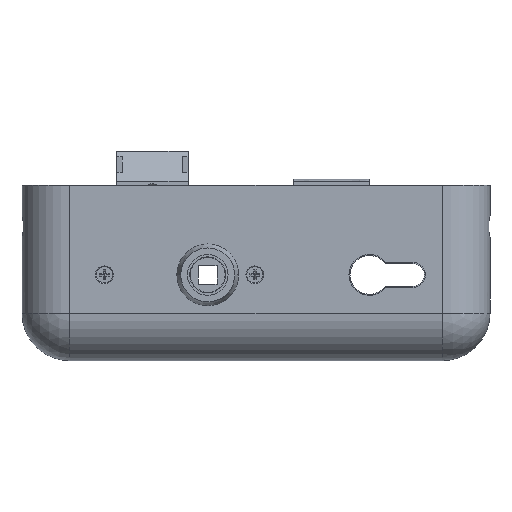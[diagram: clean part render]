
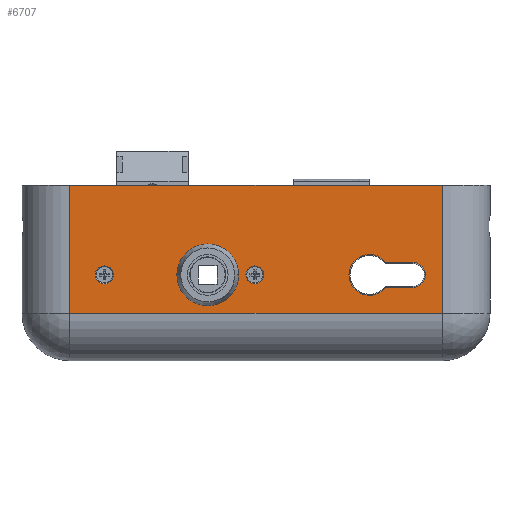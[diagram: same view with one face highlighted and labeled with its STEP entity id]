
A CAD part, left-side view. The second image highlights one B-rep face of the part: STEP entity #6707.
In plain terms, the highlighted planar face has unit normal (-1, 0, 0).
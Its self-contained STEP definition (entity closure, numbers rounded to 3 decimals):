
#257 = CARTESIAN_POINT ( 'NONE',  ( -21.2, -50.5, -0.9 ) ) ;
#281 = VERTEX_POINT ( 'NONE', #4224 ) ;
#299 = DIRECTION ( 'NONE',  ( 1., 0., 0. ) ) ;
#536 = AXIS2_PLACEMENT_3D ( 'NONE', #2457, #21044, #20899 ) ;
#589 = DIRECTION ( 'NONE',  ( 1., 0., 0. ) ) ;
#638 = VERTEX_POINT ( 'NONE', #5104 ) ;
#646 = EDGE_CURVE ( 'NONE', #1987, #6409, #9349, .T. ) ;
#835 = CARTESIAN_POINT ( 'NONE',  ( -21.2, -83., -17.9 ) ) ;
#948 = VERTEX_POINT ( 'NONE', #5693 ) ;
#1022 = EDGE_CURVE ( 'NONE', #281, #4349, #4087, .T. ) ;
#1085 = EDGE_LOOP ( 'NONE', ( #15524, #5035, #4130, #18923 ) ) ;
#1397 = VERTEX_POINT ( 'NONE', #8932 ) ;
#1712 = CARTESIAN_POINT ( 'NONE',  ( -21.2, -50.5, -0.9 ) ) ;
#1987 = VERTEX_POINT ( 'NONE', #14892 ) ;
#2162 = VECTOR ( 'NONE', #10643, 1000. ) ;
#2400 = VECTOR ( 'NONE', #18730, 1000. ) ;
#2457 = CARTESIAN_POINT ( 'NONE',  ( -21.2, 67.5, -0.9 ) ) ;
#2609 = FACE_BOUND ( 'NONE', #8532, .T. ) ;
#2616 = CARTESIAN_POINT ( 'NONE',  ( -21.2, 21.5, 9.1 ) ) ;
#2960 = EDGE_CURVE ( 'NONE', #8002, #7752, #14763, .T. ) ;
#3101 = EDGE_CURVE ( 'NONE', #18207, #948, #8212, .T. ) ;
#3356 = LINE ( 'NONE', #17856, #16216 ) ;
#3703 = VERTEX_POINT ( 'NONE', #18802 ) ;
#3748 = DIRECTION ( 'NONE',  ( 1., 0., 0. ) ) ;
#3888 = PLANE ( 'NONE',  #15346 ) ;
#4044 = DIRECTION ( 'NONE',  ( -1., 0., 0. ) ) ;
#4087 = CIRCLE ( 'NONE', #21625, 10. ) ;
#4130 = ORIENTED_EDGE ( 'NONE', *, *, #7533, .F. ) ;
#4224 = CARTESIAN_POINT ( 'NONE',  ( -21.2, 21.5, -10.9 ) ) ;
#4302 = VERTEX_POINT ( 'NONE', #19325 ) ;
#4349 = VERTEX_POINT ( 'NONE', #2616 ) ;
#4629 = AXIS2_PLACEMENT_3D ( 'NONE', #15323, #299, #18462 ) ;
#5035 = ORIENTED_EDGE ( 'NONE', *, *, #7421, .T. ) ;
#5104 = CARTESIAN_POINT ( 'NONE',  ( -21.2, -57.75, -6.4 ) ) ;
#5146 = CIRCLE ( 'NONE', #21031, 9.1 ) ;
#5242 = DIRECTION ( 'NONE',  ( 1., 0., 0. ) ) ;
#5666 = CARTESIAN_POINT ( 'NONE',  ( -21.2, 104.2, 39.1 ) ) ;
#5693 = CARTESIAN_POINT ( 'NONE',  ( -21.2, -50.5, 8.2 ) ) ;
#6310 = CARTESIAN_POINT ( 'NONE',  ( -21.2, 0.5, -4.9 ) ) ;
#6409 = VERTEX_POINT ( 'NONE', #835 ) ;
#6554 = FACE_BOUND ( 'NONE', #9020, .T. ) ;
#6681 = CARTESIAN_POINT ( 'NONE',  ( -21.2, -57.75, -6.4 ) ) ;
#6707 = ADVANCED_FACE ( 'NONE', ( #7084, #6554, #2609, #14926, #10511 ), #3888, .F. ) ;
#6718 = CIRCLE ( 'NONE', #12631, 10. ) ;
#6863 = LINE ( 'NONE', #15148, #2400 ) ;
#6968 = CARTESIAN_POINT ( 'NONE',  ( -21.2, -57.75, 4.6 ) ) ;
#7084 = FACE_BOUND ( 'NONE', #7891, .T. ) ;
#7421 = EDGE_CURVE ( 'NONE', #6409, #4302, #12905, .T. ) ;
#7533 = EDGE_CURVE ( 'NONE', #3703, #4302, #8463, .T. ) ;
#7576 = EDGE_CURVE ( 'NONE', #948, #14784, #14999, .T. ) ;
#7700 = DIRECTION ( 'NONE',  ( 1., 0., 0. ) ) ;
#7752 = VERTEX_POINT ( 'NONE', #17367 ) ;
#7781 = CIRCLE ( 'NONE', #12489, 4. ) ;
#7796 = DIRECTION ( 'NONE',  ( -1., 0., 0. ) ) ;
#7891 = EDGE_LOOP ( 'NONE', ( #11487, #15222 ) ) ;
#7908 = AXIS2_PLACEMENT_3D ( 'NONE', #1712, #16725, #9931 ) ;
#8002 = VERTEX_POINT ( 'NONE', #6310 ) ;
#8206 = VECTOR ( 'NONE', #11600, 1000. ) ;
#8212 = CIRCLE ( 'NONE', #4629, 9.1 ) ;
#8463 = LINE ( 'NONE', #13268, #8206 ) ;
#8502 = EDGE_CURVE ( 'NONE', #3703, #1987, #6863, .T. ) ;
#8532 = EDGE_LOOP ( 'NONE', ( #12376, #20578, #19254, #17188, #21291, #10150 ) ) ;
#8932 = CARTESIAN_POINT ( 'NONE',  ( -21.2, 67.5, -4.9 ) ) ;
#9011 = ORIENTED_EDGE ( 'NONE', *, *, #9394, .F. ) ;
#9020 = EDGE_LOOP ( 'NONE', ( #9011, #9256 ) ) ;
#9099 = CARTESIAN_POINT ( 'NONE',  ( -21.2, -69.9, -0.9 ) ) ;
#9254 = EDGE_CURVE ( 'NONE', #11310, #19740, #14955, .T. ) ;
#9256 = ORIENTED_EDGE ( 'NONE', *, *, #15265, .F. ) ;
#9300 = DIRECTION ( 'NONE',  ( 0., 0., 1. ) ) ;
#9328 = CARTESIAN_POINT ( 'NONE',  ( -21.2, 0.5, -0.9 ) ) ;
#9349 = LINE ( 'NONE', #11635, #10680 ) ;
#9394 = EDGE_CURVE ( 'NONE', #13028, #1397, #12589, .T. ) ;
#9868 = CARTESIAN_POINT ( 'NONE',  ( -21.2, -69.9, -6.4 ) ) ;
#9931 = DIRECTION ( 'NONE',  ( 0., 0., -1. ) ) ;
#10150 = ORIENTED_EDGE ( 'NONE', *, *, #9254, .T. ) ;
#10511 = FACE_OUTER_BOUND ( 'NONE', #1085, .T. ) ;
#10643 = DIRECTION ( 'NONE',  ( 0., 0., 1. ) ) ;
#10680 = VECTOR ( 'NONE', #21708, 1000. ) ;
#10828 = AXIS2_PLACEMENT_3D ( 'NONE', #9099, #589, #15535 ) ;
#10847 = CARTESIAN_POINT ( 'NONE',  ( -21.2, -83., 39.1 ) ) ;
#10972 = DIRECTION ( 'NONE',  ( 0., 0., -1. ) ) ;
#11310 = VERTEX_POINT ( 'NONE', #15163 ) ;
#11384 = EDGE_CURVE ( 'NONE', #19740, #638, #17259, .T. ) ;
#11487 = ORIENTED_EDGE ( 'NONE', *, *, #13317, .F. ) ;
#11592 = EDGE_CURVE ( 'NONE', #14784, #11310, #3356, .T. ) ;
#11600 = DIRECTION ( 'NONE',  ( 0., -1., 0. ) ) ;
#11635 = CARTESIAN_POINT ( 'NONE',  ( -21.2, 104.2, -17.9 ) ) ;
#12045 = DIRECTION ( 'NONE',  ( 0., 0., -1. ) ) ;
#12376 = ORIENTED_EDGE ( 'NONE', *, *, #11384, .T. ) ;
#12460 = DIRECTION ( 'NONE',  ( -1., 0., 0. ) ) ;
#12489 = AXIS2_PLACEMENT_3D ( 'NONE', #9328, #4044, #17682 ) ;
#12589 = CIRCLE ( 'NONE', #20483, 4. ) ;
#12631 = AXIS2_PLACEMENT_3D ( 'NONE', #18008, #7700, #17863 ) ;
#12905 = LINE ( 'NONE', #10847, #2162 ) ;
#13028 = VERTEX_POINT ( 'NONE', #16800 ) ;
#13268 = CARTESIAN_POINT ( 'NONE',  ( -21.2, 104.2, 39.1 ) ) ;
#13317 = EDGE_CURVE ( 'NONE', #7752, #8002, #7781, .T. ) ;
#14046 = EDGE_CURVE ( 'NONE', #638, #18207, #5146, .T. ) ;
#14415 = DIRECTION ( 'NONE',  ( 0., 0., 1. ) ) ;
#14763 = CIRCLE ( 'NONE', #18519, 4. ) ;
#14784 = VERTEX_POINT ( 'NONE', #6968 ) ;
#14892 = CARTESIAN_POINT ( 'NONE',  ( -21.2, 83., -17.9 ) ) ;
#14926 = FACE_BOUND ( 'NONE', #17503, .T. ) ;
#14955 = CIRCLE ( 'NONE', #10828, 5.5 ) ;
#14999 = CIRCLE ( 'NONE', #7908, 9.1 ) ;
#15148 = CARTESIAN_POINT ( 'NONE',  ( -21.2, 83., 39.1 ) ) ;
#15163 = CARTESIAN_POINT ( 'NONE',  ( -21.2, -69.9, 4.6 ) ) ;
#15222 = ORIENTED_EDGE ( 'NONE', *, *, #2960, .F. ) ;
#15265 = EDGE_CURVE ( 'NONE', #1397, #13028, #16378, .T. ) ;
#15323 = CARTESIAN_POINT ( 'NONE',  ( -21.2, -50.5, -0.9 ) ) ;
#15346 = AXIS2_PLACEMENT_3D ( 'NONE', #5666, #3748, #15467 ) ;
#15467 = DIRECTION ( 'NONE',  ( 0., 1., 0. ) ) ;
#15524 = ORIENTED_EDGE ( 'NONE', *, *, #646, .T. ) ;
#15535 = DIRECTION ( 'NONE',  ( 0., 0., -1. ) ) ;
#15810 = ORIENTED_EDGE ( 'NONE', *, *, #17282, .T. ) ;
#16216 = VECTOR ( 'NONE', #21282, 1000. ) ;
#16378 = CIRCLE ( 'NONE', #536, 4. ) ;
#16564 = ORIENTED_EDGE ( 'NONE', *, *, #1022, .T. ) ;
#16725 = DIRECTION ( 'NONE',  ( 1., 0., 0. ) ) ;
#16800 = CARTESIAN_POINT ( 'NONE',  ( -21.2, 67.5, 3.1 ) ) ;
#17188 = ORIENTED_EDGE ( 'NONE', *, *, #7576, .T. ) ;
#17259 = LINE ( 'NONE', #6681, #18818 ) ;
#17282 = EDGE_CURVE ( 'NONE', #4349, #281, #6718, .T. ) ;
#17367 = CARTESIAN_POINT ( 'NONE',  ( -21.2, 0.5, 3.1 ) ) ;
#17503 = EDGE_LOOP ( 'NONE', ( #16564, #15810 ) ) ;
#17682 = DIRECTION ( 'NONE',  ( 0., 0., 1. ) ) ;
#17856 = CARTESIAN_POINT ( 'NONE',  ( -21.2, -69.9, 4.6 ) ) ;
#17863 = DIRECTION ( 'NONE',  ( 0., 0., -1. ) ) ;
#18008 = CARTESIAN_POINT ( 'NONE',  ( -21.2, 21.5, -0.9 ) ) ;
#18207 = VERTEX_POINT ( 'NONE', #19799 ) ;
#18369 = DIRECTION ( 'NONE',  ( 0., 1., 0. ) ) ;
#18462 = DIRECTION ( 'NONE',  ( 0., 0., -1. ) ) ;
#18519 = AXIS2_PLACEMENT_3D ( 'NONE', #19466, #12460, #9300 ) ;
#18730 = DIRECTION ( 'NONE',  ( 0., 0., -1. ) ) ;
#18802 = CARTESIAN_POINT ( 'NONE',  ( -21.2, 83., 39.1 ) ) ;
#18818 = VECTOR ( 'NONE', #18369, 1000. ) ;
#18923 = ORIENTED_EDGE ( 'NONE', *, *, #8502, .T. ) ;
#19254 = ORIENTED_EDGE ( 'NONE', *, *, #3101, .T. ) ;
#19325 = CARTESIAN_POINT ( 'NONE',  ( -21.2, -83., 39.1 ) ) ;
#19466 = CARTESIAN_POINT ( 'NONE',  ( -21.2, 0.5, -0.9 ) ) ;
#19522 = DIRECTION ( 'NONE',  ( 1., 0., 0. ) ) ;
#19740 = VERTEX_POINT ( 'NONE', #9868 ) ;
#19799 = CARTESIAN_POINT ( 'NONE',  ( -21.2, -50.5, -10. ) ) ;
#20483 = AXIS2_PLACEMENT_3D ( 'NONE', #21008, #7796, #14415 ) ;
#20578 = ORIENTED_EDGE ( 'NONE', *, *, #14046, .T. ) ;
#20899 = DIRECTION ( 'NONE',  ( 0., 0., 1. ) ) ;
#21008 = CARTESIAN_POINT ( 'NONE',  ( -21.2, 67.5, -0.9 ) ) ;
#21031 = AXIS2_PLACEMENT_3D ( 'NONE', #257, #5242, #12045 ) ;
#21044 = DIRECTION ( 'NONE',  ( -1., 0., 0. ) ) ;
#21045 = CARTESIAN_POINT ( 'NONE',  ( -21.2, 21.5, -0.9 ) ) ;
#21282 = DIRECTION ( 'NONE',  ( 0., -1., 0. ) ) ;
#21291 = ORIENTED_EDGE ( 'NONE', *, *, #11592, .T. ) ;
#21625 = AXIS2_PLACEMENT_3D ( 'NONE', #21045, #19522, #10972 ) ;
#21708 = DIRECTION ( 'NONE',  ( 0., -1., 0. ) ) ;
